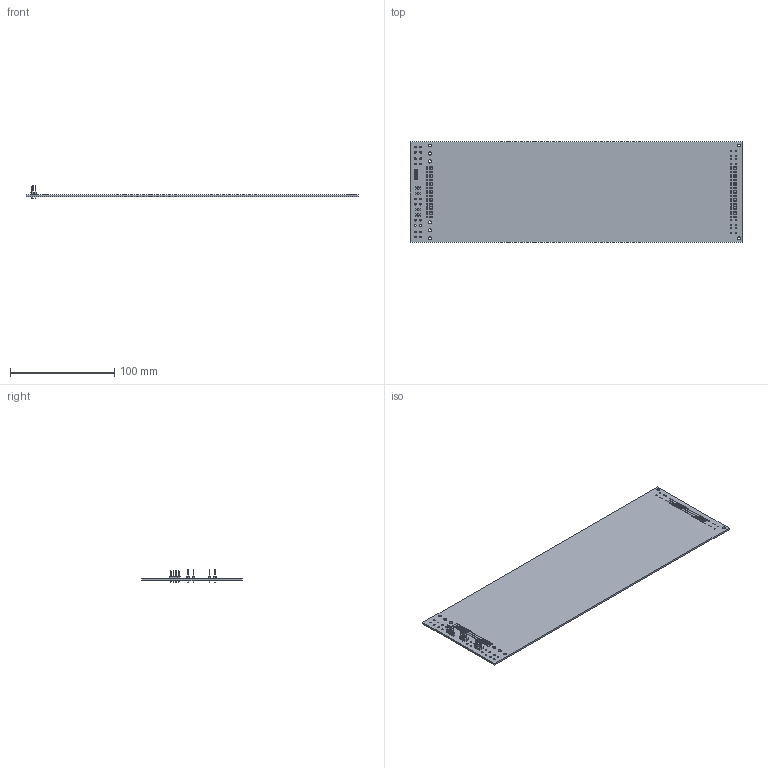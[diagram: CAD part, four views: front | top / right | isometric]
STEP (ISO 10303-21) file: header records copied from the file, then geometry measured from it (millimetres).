
FILE_DESCRIPTION(('Open CASCADE Model'),'2;1');
FILE_NAME('Open CASCADE Shape Model','2021-03-10T09:46:50',('Author'),( 'Open CASCADE'),'Open CASCADE STEP processor 6.5','Open CASCADE 6.5' ,'Unknown');
FILE_SCHEMA(('AUTOMOTIVE_DESIGN { 1 0 10303 214 1 1 1 1 }'));
Length unit declared in the file: millimetre
Products named in the file (9): PCB; BoardPCardWBJ; GND2PCardWBJ; User_Library-HDR1X1_Rectangular_Straight; GND1PCardWBJ; PWR1PCardWBJ; PWR2PCardWBJ; CH1PCardWBJ; Molex_22-28-4xx3_v1
Assembly tree (18 placements, depth 3):
  PCB
    BoardPCardWBJ
    GND2PCardWBJ
      User_Library-HDR1X1_Rectangular_Straight  x2
    GND1PCardWBJ
      User_Library-HDR1X1_Rectangular_Straight  x2
    PWR1PCardWBJ
      User_Library-HDR1X1_Rectangular_Straight  x2
    PWR2PCardWBJ
      User_Library-HDR1X1_Rectangular_Straight  x2
    CH1PCardWBJ
      Molex_22-28-4xx3_v1  x4
Bounding box: 317.99 x 96.65 x 11.8 mm (x, y, z)
Volume: 51866.4 mm3; surface area: 64311.9 mm2
Topology: 13 solids, 13 shells, 662 faces, 1692 edges, 1096 vertices
Faces by surface type: plane 470, cylinder 192
Full cylindrical faces by diameter (mm): 1 x144, 1.016 x4, 1.6 x20, 2.8 x4, 3 x4
Entity records: 20963 total; most frequent: CARTESIAN_POINT 5192, DIRECTION 2826, LINE 1520, VECTOR 1520, ORIENTED_EDGE 1504, PCURVE 1504, DEFINITIONAL_REPRESENTATION 1504, EDGE_CURVE 752
